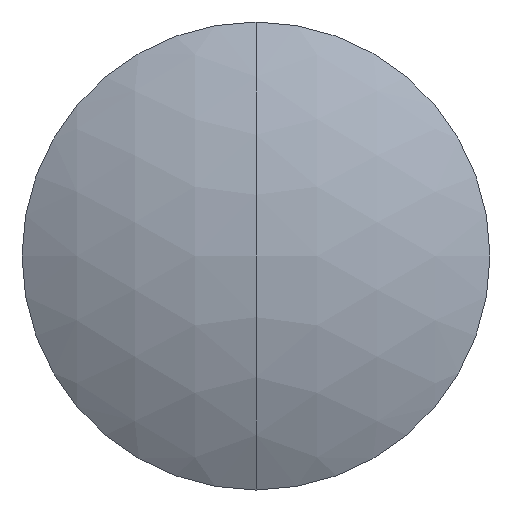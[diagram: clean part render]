
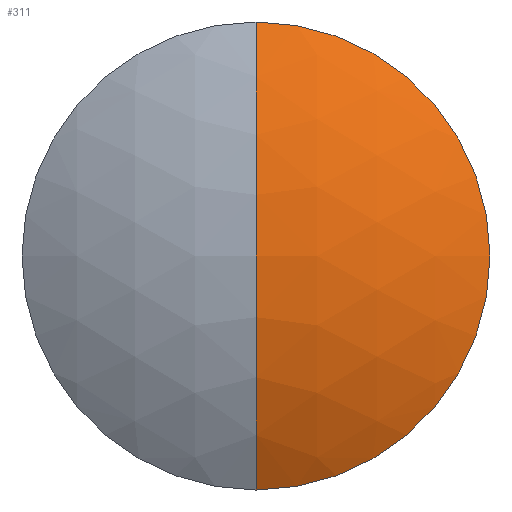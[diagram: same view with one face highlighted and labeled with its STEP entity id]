
A CAD part, left-side view. The second image highlights one B-rep face of the part: STEP entity #311.
In plain terms, the highlighted spherical face has radius 49.89 mm.
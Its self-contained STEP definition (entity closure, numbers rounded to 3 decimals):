
#9 = ORIENTED_EDGE ( 'NONE', *, *, #240, .T. ) ;
#17 = EDGE_CURVE ( 'NONE', #208, #148, #24, .T. ) ;
#20 = AXIS2_PLACEMENT_3D ( 'NONE', #235, #55, #187 ) ;
#24 = CIRCLE ( 'NONE', #248, 49.89 ) ;
#44 = CARTESIAN_POINT ( 'NONE',  ( 88.992, 0., -25.4 ) ) ;
#55 = DIRECTION ( 'NONE',  ( 0., -1., 0. ) ) ;
#81 = CARTESIAN_POINT ( 'NONE',  ( 82.042, 0., 0. ) ) ;
#85 = DIRECTION ( 'NONE',  ( 0., 0., 1. ) ) ;
#94 = EDGE_CURVE ( 'NONE', #296, #148, #323, .T. ) ;
#116 = EDGE_LOOP ( 'NONE', ( #9, #167, #196 ) ) ;
#120 = CARTESIAN_POINT ( 'NONE',  ( 88.992, 0., 25.4 ) ) ;
#139 = DIRECTION ( 'NONE',  ( 0., -1., 0. ) ) ;
#148 = VERTEX_POINT ( 'NONE', #81 ) ;
#157 = DIRECTION ( 'NONE',  ( 0., 0., -1. ) ) ;
#167 = ORIENTED_EDGE ( 'NONE', *, *, #94, .T. ) ;
#177 = FACE_OUTER_BOUND ( 'NONE', #116, .T. ) ;
#179 = DIRECTION ( 'NONE',  ( 0., 0., 1. ) ) ;
#187 = DIRECTION ( 'NONE',  ( 0., 0., -1. ) ) ;
#196 = ORIENTED_EDGE ( 'NONE', *, *, #17, .F. ) ;
#208 = VERTEX_POINT ( 'NONE', #44 ) ;
#213 = SPHERICAL_SURFACE ( 'NONE', #331, 49.89 ) ;
#235 = CARTESIAN_POINT ( 'NONE',  ( 131.932, 0., 0. ) ) ;
#240 = EDGE_CURVE ( 'NONE', #208, #296, #266, .T. ) ;
#243 = CARTESIAN_POINT ( 'NONE',  ( 131.932, 0., 0. ) ) ;
#248 = AXIS2_PLACEMENT_3D ( 'NONE', #243, #278, #85 ) ;
#257 = DIRECTION ( 'NONE',  ( -1., 0., 0. ) ) ;
#262 = CARTESIAN_POINT ( 'NONE',  ( 131.932, 0., 0. ) ) ;
#266 = CIRCLE ( 'NONE', #315, 25.4 ) ;
#278 = DIRECTION ( 'NONE',  ( 0., 1., 0. ) ) ;
#280 = CARTESIAN_POINT ( 'NONE',  ( 88.992, 0., 0. ) ) ;
#296 = VERTEX_POINT ( 'NONE', #120 ) ;
#311 = ADVANCED_FACE ( 'NONE', ( #177 ), #213, .T. ) ;
#315 = AXIS2_PLACEMENT_3D ( 'NONE', #280, #257, #179 ) ;
#323 = CIRCLE ( 'NONE', #20, 49.89 ) ;
#331 = AXIS2_PLACEMENT_3D ( 'NONE', #262, #139, #157 ) ;
